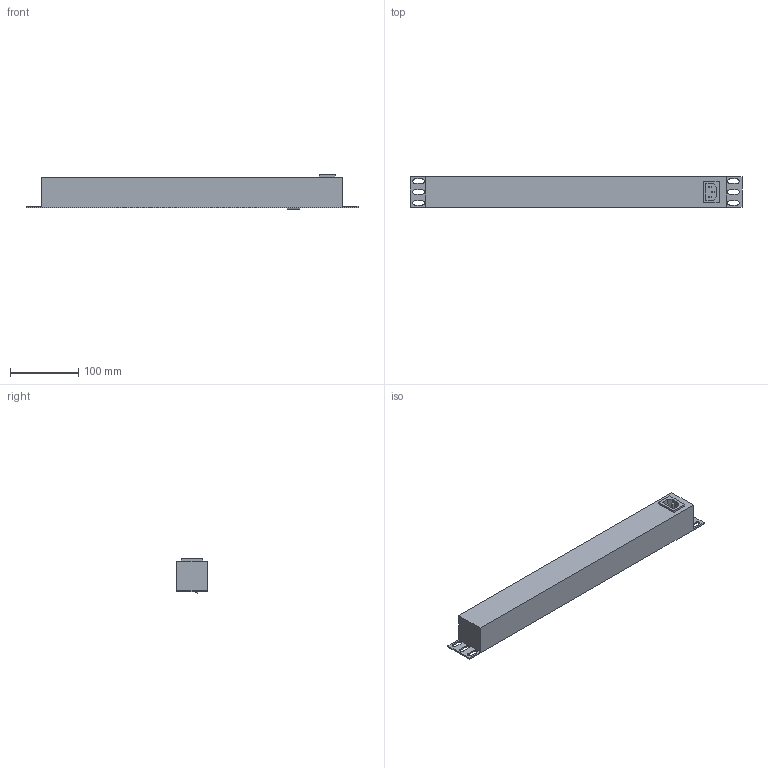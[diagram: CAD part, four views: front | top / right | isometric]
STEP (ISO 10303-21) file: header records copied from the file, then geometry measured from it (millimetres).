
FILE_DESCRIPTION (( 'STEP AP203' ), '1' );
FILE_NAME ('PH12-7D3 ITK PDU 7 ðîçåòîê íåì. ñò, ñ LED âûêë, 1U, áåç øíóðà, âõ. Ñ14.STEP', '2016-09-21T12:03:21', ( '' ), ( '' ), 'SwSTEP 2.0', 'SolidWorks 2014', '' );
FILE_SCHEMA (( 'CONFIG_CONTROL_DESIGN' ));
Length unit declared in the file: millimetre
Products named in the file (1): PH12-7D3 ITK PDU 7 ðîçåòîê íåì. ñò, ñ LED âûêë, 1U, áåç øíóðà, âõ. Ñ14
Bounding box: 487 x 44.45 x 50 mm (x, y, z)
Volume: 736121.6 mm3; surface area: 108167.5 mm2
Topology: 1 solids, 1 shells, 350 faces, 960 edges, 640 vertices
Faces by surface type: plane 261, cylinder 89
Full cylindrical faces by diameter (mm): 5.5 x14, 39 x7
Entity records: 11038 total; most frequent: CARTESIAN_POINT 1958, ORIENTED_EDGE 1864, DIRECTION 1861, EDGE_CURVE 932, LINE 677, VECTOR 677, VERTEX_POINT 633, AXIS2_PLACEMENT_3D 592
